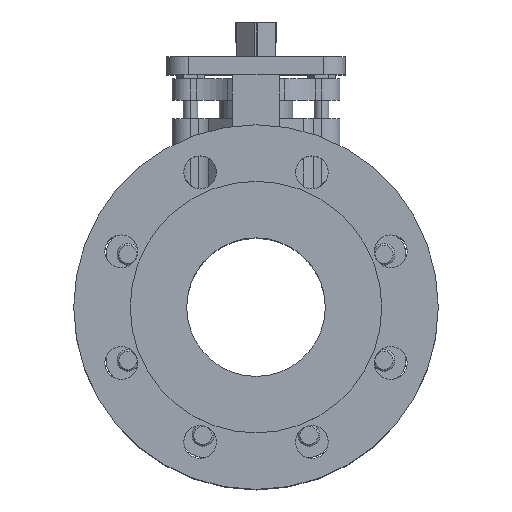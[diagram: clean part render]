
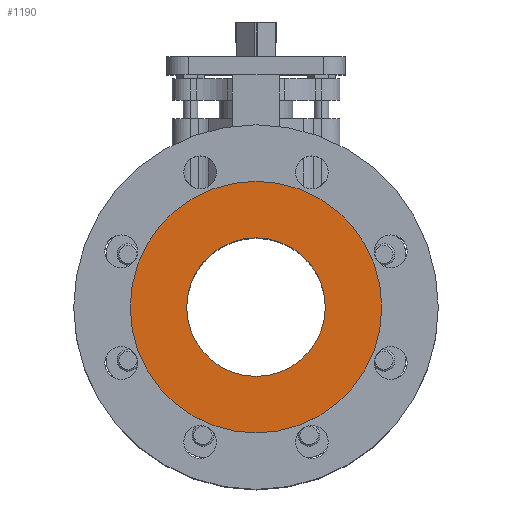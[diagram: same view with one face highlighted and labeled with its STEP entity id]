
A CAD part, top view. The second image highlights one B-rep face of the part: STEP entity #1190.
In plain terms, the highlighted planar face has unit normal (0, 0, 1).
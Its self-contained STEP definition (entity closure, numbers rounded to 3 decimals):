
#464 = CARTESIAN_POINT ( 'NONE',  ( 0., 0., 73. ) ) ;
#549 = DIRECTION ( 'NONE',  ( 1., 0., 0. ) ) ;
#866 = CARTESIAN_POINT ( 'NONE',  ( 38., 0., 73. ) ) ;
#1003 = EDGE_CURVE ( 'NONE', #19860, #5304, #13735, .T. ) ;
#1190 = ADVANCED_FACE ( 'NONE', ( #1990, #15562 ), #5662, .T. ) ;
#1990 = FACE_BOUND ( 'NONE', #11074, .T. ) ;
#3203 = CARTESIAN_POINT ( 'NONE',  ( 69., 0., 73. ) ) ;
#3772 = DIRECTION ( 'NONE',  ( 0., 0., 1. ) ) ;
#4179 = CARTESIAN_POINT ( 'NONE',  ( -69., 0., 73. ) ) ;
#4301 = DIRECTION ( 'NONE',  ( 0., 0., -1. ) ) ;
#5304 = VERTEX_POINT ( 'NONE', #15585 ) ;
#5662 = PLANE ( 'NONE',  #16207 ) ;
#5805 = EDGE_CURVE ( 'NONE', #6900, #19729, #6846, .T. ) ;
#6846 = CIRCLE ( 'NONE', #18830, 69. ) ;
#6900 = VERTEX_POINT ( 'NONE', #4179 ) ;
#6959 = DIRECTION ( 'NONE',  ( 0., 0., -1. ) ) ;
#7565 = ORIENTED_EDGE ( 'NONE', *, *, #1003, .F. ) ;
#7884 = CIRCLE ( 'NONE', #21869, 69. ) ;
#9432 = EDGE_LOOP ( 'NONE', ( #16280, #20586 ) ) ;
#10172 = CARTESIAN_POINT ( 'NONE',  ( 0., 0., 73. ) ) ;
#10854 = DIRECTION ( 'NONE',  ( 0., 0., 1. ) ) ;
#11074 = EDGE_LOOP ( 'NONE', ( #7565, #16001 ) ) ;
#11906 = DIRECTION ( 'NONE',  ( 1., 0., 0. ) ) ;
#13464 = EDGE_CURVE ( 'NONE', #19729, #6900, #7884, .T. ) ;
#13735 = CIRCLE ( 'NONE', #18931, 38. ) ;
#13905 = EDGE_CURVE ( 'NONE', #5304, #19860, #20661, .T. ) ;
#14001 = CARTESIAN_POINT ( 'NONE',  ( 0., 0., 73. ) ) ;
#14524 = CARTESIAN_POINT ( 'NONE',  ( 0., 0., 73. ) ) ;
#14542 = AXIS2_PLACEMENT_3D ( 'NONE', #14001, #3772, #15673 ) ;
#15562 = FACE_OUTER_BOUND ( 'NONE', #9432, .T. ) ;
#15585 = CARTESIAN_POINT ( 'NONE',  ( -38., 0., 73. ) ) ;
#15673 = DIRECTION ( 'NONE',  ( 1., 0., 0. ) ) ;
#16001 = ORIENTED_EDGE ( 'NONE', *, *, #13905, .F. ) ;
#16207 = AXIS2_PLACEMENT_3D ( 'NONE', #464, #10854, #549 ) ;
#16213 = DIRECTION ( 'NONE',  ( -1., 0., 0. ) ) ;
#16280 = ORIENTED_EDGE ( 'NONE', *, *, #5805, .F. ) ;
#17102 = CARTESIAN_POINT ( 'NONE',  ( 0., 0., 73. ) ) ;
#18830 = AXIS2_PLACEMENT_3D ( 'NONE', #17102, #6959, #18839 ) ;
#18839 = DIRECTION ( 'NONE',  ( -1., 0., 0. ) ) ;
#18931 = AXIS2_PLACEMENT_3D ( 'NONE', #10172, #22121, #11906 ) ;
#19729 = VERTEX_POINT ( 'NONE', #3203 ) ;
#19860 = VERTEX_POINT ( 'NONE', #866 ) ;
#20586 = ORIENTED_EDGE ( 'NONE', *, *, #13464, .F. ) ;
#20661 = CIRCLE ( 'NONE', #14542, 38. ) ;
#21869 = AXIS2_PLACEMENT_3D ( 'NONE', #14524, #4301, #16213 ) ;
#22121 = DIRECTION ( 'NONE',  ( 0., 0., 1. ) ) ;
